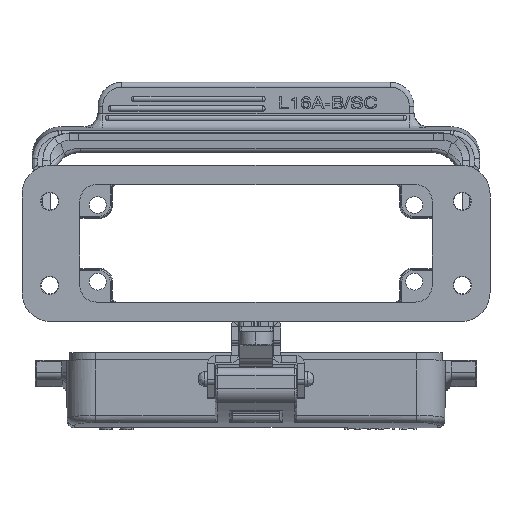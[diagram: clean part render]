
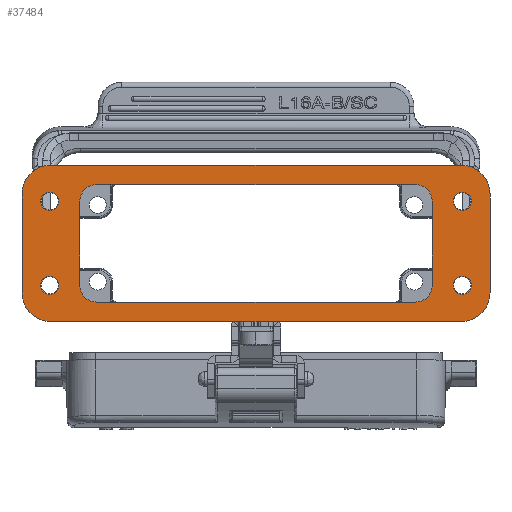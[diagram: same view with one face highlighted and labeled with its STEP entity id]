
A CAD part, front view. The second image highlights one B-rep face of the part: STEP entity #37484.
In plain terms, the highlighted planar face has unit normal (0, -1, 0).
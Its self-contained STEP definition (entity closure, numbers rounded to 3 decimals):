
#9423=CARTESIAN_POINT('',(-42.8,-28.,
-10.133));
#9424=DIRECTION('',(0.,1.,0.));
#9425=DIRECTION('',(0.,0.,-1.));
#9426=AXIS2_PLACEMENT_3D('',#9423,#9424,#9425);
#9428=DIRECTION('',(0.,0.,1.));
#9429=VECTOR('',#9428,20.6);
#9430=CARTESIAN_POINT('',(-48.8,-28.,
-10.133));
#9431=LINE('',#9430,#9429);
#9432=CARTESIAN_POINT('',(-42.8,-28.,
10.467));
#9433=DIRECTION('',(0.,1.,0.));
#9434=DIRECTION('',(-1.,0.,0.));
#9435=AXIS2_PLACEMENT_3D('',#9432,#9433,#9434);
#9437=DIRECTION('',(1.,0.,0.));
#9438=VECTOR('',#9437,85.6);
#9439=CARTESIAN_POINT('',(-42.8,-28.,
16.467));
#9440=LINE('',#9439,#9438);
#9441=CARTESIAN_POINT('',(42.8,-28.,10.467));
#9442=DIRECTION('',(0.,1.,0.));
#9443=DIRECTION('',(0.,0.,1.));
#9444=AXIS2_PLACEMENT_3D('',#9441,#9442,#9443);
#9446=DIRECTION('',(0.,0.,-1.));
#9447=VECTOR('',#9446,20.6);
#9448=CARTESIAN_POINT('',(48.8,-28.,10.467));
#9449=LINE('',#9448,#9447);
#9450=CARTESIAN_POINT('',(42.8,-28.,
-10.133));
#9451=DIRECTION('',(0.,1.,0.));
#9452=DIRECTION('',(1.,0.,0.));
#9453=AXIS2_PLACEMENT_3D('',#9450,#9451,#9452);
#9455=DIRECTION('',(-1.,0.,0.));
#9456=VECTOR('',#9455,85.6);
#9457=CARTESIAN_POINT('',(42.8,-28.,
-16.133));
#9458=LINE('',#9457,#9456);
#9459=CARTESIAN_POINT('',(43.,-28.,
-8.583));
#9460=DIRECTION('',(0.,-1.,0.));
#9461=DIRECTION('',(1.,0.,0.));
#9462=AXIS2_PLACEMENT_3D('',#9459,#9460,#9461);
#9464=CARTESIAN_POINT('',(43.,-28.,
-8.583));
#9465=DIRECTION('',(0.,-1.,0.));
#9466=DIRECTION('',(-1.,0.,0.));
#9467=AXIS2_PLACEMENT_3D('',#9464,#9465,#9466);
#9469=CARTESIAN_POINT('',(43.,-28.,8.917));
#9470=DIRECTION('',(0.,-1.,0.));
#9471=DIRECTION('',(1.,0.,0.));
#9472=AXIS2_PLACEMENT_3D('',#9469,#9470,#9471);
#9474=CARTESIAN_POINT('',(43.,-28.,8.917));
#9475=DIRECTION('',(0.,-1.,0.));
#9476=DIRECTION('',(-1.,0.,0.));
#9477=AXIS2_PLACEMENT_3D('',#9474,#9475,#9476);
#9479=CARTESIAN_POINT('',(-43.,-28.,
8.917));
#9480=DIRECTION('',(0.,-1.,0.));
#9481=DIRECTION('',(1.,0.,0.));
#9482=AXIS2_PLACEMENT_3D('',#9479,#9480,#9481);
#9484=CARTESIAN_POINT('',(-43.,-28.,
8.917));
#9485=DIRECTION('',(0.,-1.,0.));
#9486=DIRECTION('',(-1.,0.,0.));
#9487=AXIS2_PLACEMENT_3D('',#9484,#9485,#9486);
#9489=CARTESIAN_POINT('',(-43.,-28.,
-8.583));
#9490=DIRECTION('',(0.,-1.,0.));
#9491=DIRECTION('',(1.,0.,0.));
#9492=AXIS2_PLACEMENT_3D('',#9489,#9490,#9491);
#9494=CARTESIAN_POINT('',(-43.,-28.,
-8.583));
#9495=DIRECTION('',(0.,-1.,0.));
#9496=DIRECTION('',(-1.,0.,0.));
#9497=AXIS2_PLACEMENT_3D('',#9494,#9495,#9496);
#9499=CARTESIAN_POINT('',(33.25,-28.,
-8.583));
#9500=DIRECTION('',(0.,-1.,0.));
#9501=DIRECTION('',(0.,0.,-1.));
#9502=AXIS2_PLACEMENT_3D('',#9499,#9500,#9501);
#9504=CARTESIAN_POINT('',(33.25,-28.,8.917));
#9505=DIRECTION('',(0.,-1.,0.));
#9506=DIRECTION('',(1.,0.,0.));
#9507=AXIS2_PLACEMENT_3D('',#9504,#9505,#9506);
#9509=CARTESIAN_POINT('',(-33.25,-28.,
8.917));
#9510=DIRECTION('',(0.,-1.,0.));
#9511=DIRECTION('',(0.,0.,1.));
#9512=AXIS2_PLACEMENT_3D('',#9509,#9510,#9511);
#9514=CARTESIAN_POINT('',(-33.25,-28.,
-8.583));
#9515=DIRECTION('',(0.,-1.,0.));
#9516=DIRECTION('',(-1.,0.,0.));
#9517=AXIS2_PLACEMENT_3D('',#9514,#9515,#9516);
#9663=DIRECTION('',(-1.,0.,0.));
#9664=VECTOR('',#9663,66.5);
#9665=CARTESIAN_POINT('',(33.25,-28.,
-12.083));
#9666=LINE('',#9665,#9664);
#9671=DIRECTION('',(0.,0.,1.));
#9672=VECTOR('',#9671,17.5);
#9673=CARTESIAN_POINT('',(-36.75,-28.,
-8.583));
#9674=LINE('',#9673,#9672);
#9683=DIRECTION('',(1.,0.,0.));
#9684=VECTOR('',#9683,66.5);
#9685=CARTESIAN_POINT('',(-33.25,-28.,
12.417));
#9686=LINE('',#9685,#9684);
#9695=DIRECTION('',(0.,0.,-1.));
#9696=VECTOR('',#9695,17.5);
#9697=CARTESIAN_POINT('',(36.75,-28.,8.917));
#9698=LINE('',#9697,#9696);
#23688=CARTESIAN_POINT('',(42.8,-28.,
-16.133));
#23689=CARTESIAN_POINT('',(-42.8,-28.,
-16.133));
#23690=VERTEX_POINT('',#23688);
#23691=VERTEX_POINT('',#23689);
#23814=CARTESIAN_POINT('',(48.8,-28.,
-10.133));
#23815=VERTEX_POINT('',#23814);
#23816=CARTESIAN_POINT('',(48.8,-28.,
10.467));
#23817=VERTEX_POINT('',#23816);
#23818=CARTESIAN_POINT('',(42.8,-28.,
16.467));
#23819=VERTEX_POINT('',#23818);
#23820=CARTESIAN_POINT('',(-42.8,-28.,
16.467));
#23821=VERTEX_POINT('',#23820);
#23822=CARTESIAN_POINT('',(-48.8,-28.,
10.467));
#23823=VERTEX_POINT('',#23822);
#23824=CARTESIAN_POINT('',(-48.8,-28.,
-10.133));
#23825=VERTEX_POINT('',#23824);
#23826=CARTESIAN_POINT('',(44.9,-28.,-8.583));
#23827=CARTESIAN_POINT('',(41.1,-28.,
-8.583));
#23828=VERTEX_POINT('',#23826);
#23829=VERTEX_POINT('',#23827);
#23830=CARTESIAN_POINT('',(44.9,-28.,8.917));
#23831=CARTESIAN_POINT('',(41.1,-28.,
8.917));
#23832=VERTEX_POINT('',#23830);
#23833=VERTEX_POINT('',#23831);
#23834=CARTESIAN_POINT('',(-41.1,-28.,
8.917));
#23835=CARTESIAN_POINT('',(-44.9,-28.,
8.917));
#23836=VERTEX_POINT('',#23834);
#23837=VERTEX_POINT('',#23835);
#23838=CARTESIAN_POINT('',(-41.1,-28.,
-8.583));
#23839=CARTESIAN_POINT('',(-44.9,-28.,
-8.583));
#23840=VERTEX_POINT('',#23838);
#23841=VERTEX_POINT('',#23839);
#23842=CARTESIAN_POINT('',(33.25,-28.,
-12.083));
#23843=CARTESIAN_POINT('',(36.75,-28.,
-8.583));
#23844=VERTEX_POINT('',#23842);
#23845=VERTEX_POINT('',#23843);
#23846=CARTESIAN_POINT('',(36.75,-28.,
8.917));
#23847=CARTESIAN_POINT('',(33.25,-28.,
12.417));
#23848=VERTEX_POINT('',#23846);
#23849=VERTEX_POINT('',#23847);
#23850=CARTESIAN_POINT('',(-33.25,-28.,
12.417));
#23851=CARTESIAN_POINT('',(-36.75,-28.,
8.917));
#23852=VERTEX_POINT('',#23850);
#23853=VERTEX_POINT('',#23851);
#23854=CARTESIAN_POINT('',(-36.75,-28.,
-8.583));
#23855=CARTESIAN_POINT('',(-33.25,-28.,
-12.083));
#23856=VERTEX_POINT('',#23854);
#23857=VERTEX_POINT('',#23855);
#37427=CARTESIAN_POINT('',(0.,-28.,0.167));
#37428=DIRECTION('',(0.,1.,0.));
#37429=DIRECTION('',(1.,0.,0.));
#37430=AXIS2_PLACEMENT_3D('',#37427,#37428,#37429);
#37431=PLANE('',#37430);
#37432=ORIENTED_EDGE('',*,*,#37339,.T.);
#37433=ORIENTED_EDGE('',*,*,#37353,.T.);
#37434=ORIENTED_EDGE('',*,*,#37367,.T.);
#37435=ORIENTED_EDGE('',*,*,#37381,.T.);
#37436=ORIENTED_EDGE('',*,*,#37395,.T.);
#37437=ORIENTED_EDGE('',*,*,#37409,.T.);
#37438=ORIENTED_EDGE('',*,*,#37422,.T.);
#37439=ORIENTED_EDGE('',*,*,#37241,.T.);
#37440=EDGE_LOOP('',(#37432,#37433,#37434,#37435,#37436,#37437,#37438,#37439));
#37441=FACE_OUTER_BOUND('',#37440,.F.);
#37443=ORIENTED_EDGE('',*,*,#37442,.T.);
#37445=ORIENTED_EDGE('',*,*,#37444,.T.);
#37446=EDGE_LOOP('',(#37443,#37445));
#37447=FACE_BOUND('',#37446,.F.);
#37449=ORIENTED_EDGE('',*,*,#37448,.T.);
#37451=ORIENTED_EDGE('',*,*,#37450,.T.);
#37452=EDGE_LOOP('',(#37449,#37451));
#37453=FACE_BOUND('',#37452,.F.);
#37455=ORIENTED_EDGE('',*,*,#37454,.T.);
#37457=ORIENTED_EDGE('',*,*,#37456,.T.);
#37458=EDGE_LOOP('',(#37455,#37457));
#37459=FACE_BOUND('',#37458,.F.);
#37461=ORIENTED_EDGE('',*,*,#37460,.T.);
#37463=ORIENTED_EDGE('',*,*,#37462,.T.);
#37464=EDGE_LOOP('',(#37461,#37463));
#37465=FACE_BOUND('',#37464,.F.);
#37467=ORIENTED_EDGE('',*,*,#37466,.F.);
#37469=ORIENTED_EDGE('',*,*,#37468,.T.);
#37471=ORIENTED_EDGE('',*,*,#37470,.F.);
#37473=ORIENTED_EDGE('',*,*,#37472,.T.);
#37475=ORIENTED_EDGE('',*,*,#37474,.F.);
#37477=ORIENTED_EDGE('',*,*,#37476,.T.);
#37479=ORIENTED_EDGE('',*,*,#37478,.F.);
#37481=ORIENTED_EDGE('',*,*,#37480,.T.);
#37482=EDGE_LOOP('',(#37467,#37469,#37471,#37473,#37475,#37477,#37479,#37481));
#37483=FACE_BOUND('',#37482,.F.);
#37484=ADVANCED_FACE('',(#37441,#37447,#37453,#37459,#37465,#37483),#37431,.F.);
#9427=CIRCLE('',#9426,6.);
#9436=CIRCLE('',#9435,6.);
#9445=CIRCLE('',#9444,6.);
#9454=CIRCLE('',#9453,6.);
#9463=CIRCLE('',#9462,1.9);
#9468=CIRCLE('',#9467,1.9);
#9473=CIRCLE('',#9472,1.9);
#9478=CIRCLE('',#9477,1.9);
#9483=CIRCLE('',#9482,1.9);
#9488=CIRCLE('',#9487,1.9);
#9493=CIRCLE('',#9492,1.9);
#9498=CIRCLE('',#9497,1.9);
#9503=CIRCLE('',#9502,3.5);
#9508=CIRCLE('',#9507,3.5);
#9513=CIRCLE('',#9512,3.5);
#9518=CIRCLE('',#9517,3.5);
#37241=EDGE_CURVE('',#23690,#23691,#9458,.T.);
#37339=EDGE_CURVE('',#23691,#23825,#9427,.T.);
#37353=EDGE_CURVE('',#23825,#23823,#9431,.T.);
#37367=EDGE_CURVE('',#23823,#23821,#9436,.T.);
#37381=EDGE_CURVE('',#23821,#23819,#9440,.T.);
#37395=EDGE_CURVE('',#23819,#23817,#9445,.T.);
#37409=EDGE_CURVE('',#23817,#23815,#9449,.T.);
#37422=EDGE_CURVE('',#23815,#23690,#9454,.T.);
#37442=EDGE_CURVE('',#23828,#23829,#9463,.T.);
#37444=EDGE_CURVE('',#23829,#23828,#9468,.T.);
#37448=EDGE_CURVE('',#23832,#23833,#9473,.T.);
#37450=EDGE_CURVE('',#23833,#23832,#9478,.T.);
#37454=EDGE_CURVE('',#23836,#23837,#9483,.T.);
#37456=EDGE_CURVE('',#23837,#23836,#9488,.T.);
#37460=EDGE_CURVE('',#23840,#23841,#9493,.T.);
#37462=EDGE_CURVE('',#23841,#23840,#9498,.T.);
#37466=EDGE_CURVE('',#23844,#23857,#9666,.T.);
#37468=EDGE_CURVE('',#23844,#23845,#9503,.T.);
#37470=EDGE_CURVE('',#23848,#23845,#9698,.T.);
#37472=EDGE_CURVE('',#23848,#23849,#9508,.T.);
#37474=EDGE_CURVE('',#23852,#23849,#9686,.T.);
#37476=EDGE_CURVE('',#23852,#23853,#9513,.T.);
#37478=EDGE_CURVE('',#23856,#23853,#9674,.T.);
#37480=EDGE_CURVE('',#23856,#23857,#9518,.T.);
